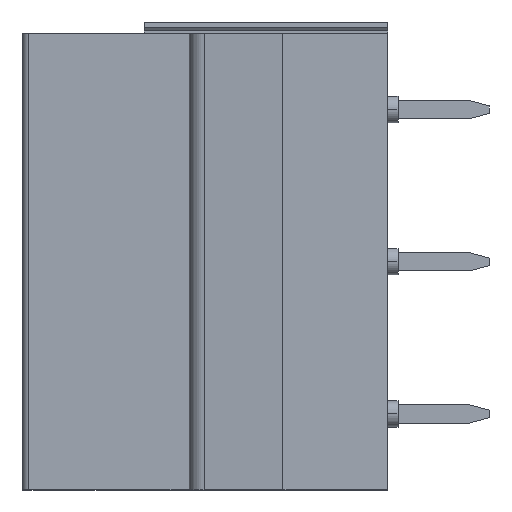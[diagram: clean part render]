
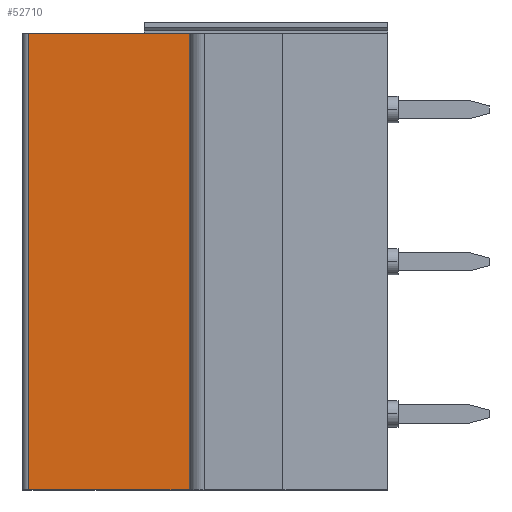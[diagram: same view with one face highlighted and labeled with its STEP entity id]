
A CAD part, left-side view. The second image highlights one B-rep face of the part: STEP entity #52710.
In plain terms, the highlighted planar face has unit normal (-0.999, 0.035, 0).
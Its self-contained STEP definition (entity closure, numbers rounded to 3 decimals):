
#120=CARTESIAN_POINT('',(-43.701,85.286,
   -23.75));
#130=VERTEX_POINT('',#120);
#160=CARTESIAN_POINT('',(-43.701,85.286,
   -12.5));
#170=DIRECTION('',(0.,0.,
   -1.));
#180=VECTOR('',#170,1.);
#190=LINE('',#160,#180);
#200=CARTESIAN_POINT('',(-43.701,85.286,
   -1.25));
#210=VERTEX_POINT('',#200);
#220=EDGE_CURVE('',#210,#130,#190,.T.);
#12400=CARTESIAN_POINT('',(-43.425,
   93.196,-23.75));
#12410=VERTEX_POINT('',#12400);
#12590=CARTESIAN_POINT('',(-43.425,
   93.196,-1.25));
#12600=VERTEX_POINT('',#12590);
#12630=CARTESIAN_POINT('',(-43.425,
   93.196,-17.5));
#12640=DIRECTION('',(0.,0.,
   1.));
#12650=VECTOR('',#12640,1.);
#12660=LINE('',#12630,#12650);
#12670=EDGE_CURVE('',#12410,#12600,#12660,.T.);
#34760=CARTESIAN_POINT('',(-46.679,
   0.,-23.75));
#34770=DIRECTION('',(-0.035,-0.999,
   0.));
#34780=VECTOR('',#34770,1.);
#34790=LINE('',#34760,#34780);
#34800=EDGE_CURVE('',#12410,#130,#34790,.T.);
#52550=CARTESIAN_POINT('',(-43.701,
   85.286,-10.));
#52560=DIRECTION('',(-0.999,0.035,
   0.));
#52570=DIRECTION('',(-0.035,-0.999,
   0.));
#52580=AXIS2_PLACEMENT_3D('',#52550,#52560,#52570);
#52590=PLANE('',#52580);
#52600=ORIENTED_EDGE('',*,*,#34800,.T.);
#52610=ORIENTED_EDGE('',*,*,#12670,.F.);
#52620=CARTESIAN_POINT('',(-46.679,
   0.,-1.25));
#52630=DIRECTION('',(0.035,0.999,
   0.));
#52640=VECTOR('',#52630,1.);
#52650=LINE('',#52620,#52640);
#52660=EDGE_CURVE('',#210,#12600,#52650,.T.);
#52670=ORIENTED_EDGE('',*,*,#52660,.T.);
#52680=ORIENTED_EDGE('',*,*,#220,.F.);
#52690=EDGE_LOOP('',(#52680,#52670,#52610,#52600));
#52700=FACE_OUTER_BOUND('',#52690,.T.);
#52710=ADVANCED_FACE('',(#52700),#52590,.T.);
